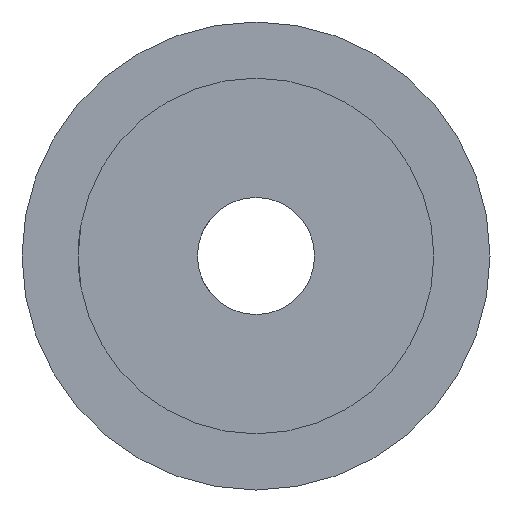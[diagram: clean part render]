
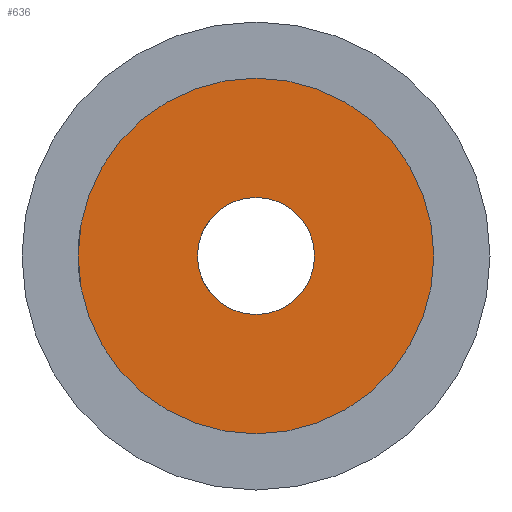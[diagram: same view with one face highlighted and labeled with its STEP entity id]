
A CAD part, left-side view. The second image highlights one B-rep face of the part: STEP entity #636.
In plain terms, the highlighted planar face has unit normal (-1, 0, 0).
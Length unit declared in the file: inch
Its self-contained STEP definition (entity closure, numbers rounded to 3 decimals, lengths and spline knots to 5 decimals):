
#115=CARTESIAN_POINT('',(0.,0.,0.));
#116=DIRECTION('',(-1.,0.,0.));
#117=DIRECTION('',(0.,1.,0.));
#118=AXIS2_PLACEMENT_3D('',#115,#116,#117);
#120=CARTESIAN_POINT('',(0.,0.,0.));
#121=DIRECTION('',(1.,0.,0.));
#122=DIRECTION('',(0.,1.,0.));
#123=AXIS2_PLACEMENT_3D('',#120,#121,#122);
#125=CARTESIAN_POINT('',(0.,0.,0.));
#126=DIRECTION('',(-1.,0.,0.));
#127=DIRECTION('',(0.,1.,0.));
#128=AXIS2_PLACEMENT_3D('',#125,#126,#127);
#130=CARTESIAN_POINT('',(0.,0.,0.));
#131=DIRECTION('',(-1.,0.,0.));
#132=DIRECTION('',(0.,-1.,0.));
#133=AXIS2_PLACEMENT_3D('',#130,#131,#132);
#586=CARTESIAN_POINT('',(0.,-0.38,0.));
#588=VERTEX_POINT('',#586);
#589=CARTESIAN_POINT('',(0.,0.38,0.));
#590=VERTEX_POINT('',#589);
#597=CARTESIAN_POINT('',(0.,0.125,0.));
#598=CARTESIAN_POINT('',(0.,-0.125,0.));
#599=VERTEX_POINT('',#597);
#600=VERTEX_POINT('',#598);
#619=CARTESIAN_POINT('',(0.,0.,0.));
#620=DIRECTION('',(1.,0.,0.));
#621=DIRECTION('',(0.,-1.,0.));
#622=AXIS2_PLACEMENT_3D('',#619,#620,#621);
#623=PLANE('',#622);
#625=ORIENTED_EDGE('',*,*,#624,.F.);
#627=ORIENTED_EDGE('',*,*,#626,.T.);
#628=EDGE_LOOP('',(#625,#627));
#629=FACE_OUTER_BOUND('',#628,.F.);
#631=ORIENTED_EDGE('',*,*,#630,.T.);
#633=ORIENTED_EDGE('',*,*,#632,.T.);
#634=EDGE_LOOP('',(#631,#633));
#635=FACE_BOUND('',#634,.F.);
#119=CIRCLE('',#118,0.38);
#124=CIRCLE('',#123,0.38);
#129=CIRCLE('',#128,0.125);
#134=CIRCLE('',#133,0.125);
#624=EDGE_CURVE('',#590,#588,#119,.T.);
#626=EDGE_CURVE('',#590,#588,#124,.T.);
#630=EDGE_CURVE('',#599,#600,#129,.T.);
#632=EDGE_CURVE('',#600,#599,#134,.T.);
#636=ADVANCED_FACE('',(#629,#635),#623,.F.);
